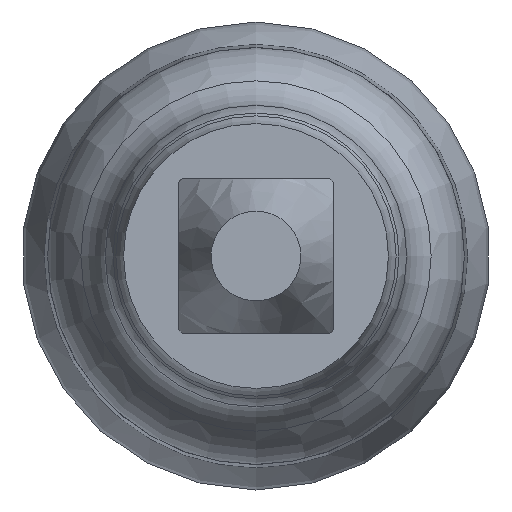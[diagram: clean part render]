
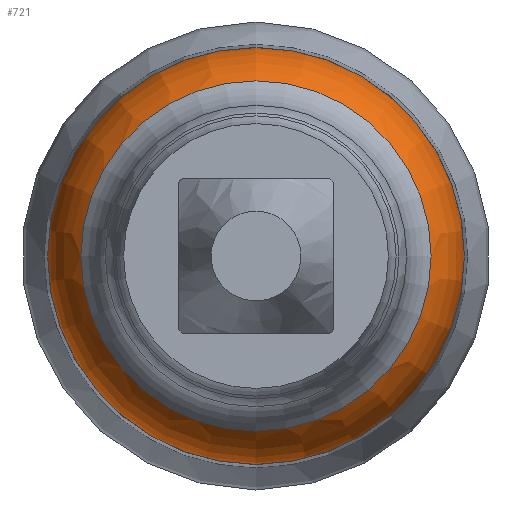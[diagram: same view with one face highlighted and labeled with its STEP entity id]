
A CAD part, left-side view. The second image highlights one B-rep face of the part: STEP entity #721.
In plain terms, the highlighted toroidal (fillet/blend) face has major radius 0.343 mm and minor radius 0.483 mm.
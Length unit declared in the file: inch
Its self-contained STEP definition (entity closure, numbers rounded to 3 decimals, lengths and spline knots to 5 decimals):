
#9 = AXIS2_PLACEMENT_3D ( 'NONE', #426, #423, #782 ) ;
#55 = EDGE_LOOP ( 'NONE', ( #585 ) ) ;
#186 = EDGE_CURVE ( 'NONE', #943, #943, #299, .T. ) ;
#240 = VERTEX_POINT ( 'NONE', #1031 ) ;
#299 = CIRCLE ( 'NONE', #9, 0.0325 ) ;
#350 = FACE_OUTER_BOUND ( 'NONE', #653, .T. ) ;
#423 = DIRECTION ( 'NONE',  ( -1., 0., 0. ) ) ;
#426 = CARTESIAN_POINT ( 'NONE',  ( 0.11463, 0., 0. ) ) ;
#440 = DIRECTION ( 'NONE',  ( 0., 0., 1. ) ) ;
#446 = ORIENTED_EDGE ( 'NONE', *, *, #647, .F. ) ;
#526 = CIRCLE ( 'NONE', #679, 0.02732 ) ;
#585 = ORIENTED_EDGE ( 'NONE', *, *, #186, .T. ) ;
#588 = CARTESIAN_POINT ( 'NONE',  ( 0.11463, 0., 0.0325 ) ) ;
#609 = FACE_OUTER_BOUND ( 'NONE', #55, .T. ) ;
#647 = EDGE_CURVE ( 'NONE', #240, #240, #526, .T. ) ;
#653 = EDGE_LOOP ( 'NONE', ( #446 ) ) ;
#679 = AXIS2_PLACEMENT_3D ( 'NONE', #860, #868, #1145 ) ;
#718 = CARTESIAN_POINT ( 'NONE',  ( 0.11465, 0., 0. ) ) ;
#721 = ADVANCED_FACE ( 'NONE', ( #350, #609 ), #918, .T. ) ;
#782 = DIRECTION ( 'NONE',  ( 0., 0., 1. ) ) ;
#807 = AXIS2_PLACEMENT_3D ( 'NONE', #718, #1079, #440 ) ;
#860 = CARTESIAN_POINT ( 'NONE',  ( 0.10161, 0., 0. ) ) ;
#868 = DIRECTION ( 'NONE',  ( -1., 0., 0. ) ) ;
#918 = TOROIDAL_SURFACE ( 'NONE', #807, 0.0135, 0.019 ) ;
#943 = VERTEX_POINT ( 'NONE', #588 ) ;
#1031 = CARTESIAN_POINT ( 'NONE',  ( 0.10161, 0., 0.02732 ) ) ;
#1079 = DIRECTION ( 'NONE',  ( -1., 0., 0. ) ) ;
#1145 = DIRECTION ( 'NONE',  ( 0., 0., 1. ) ) ;
